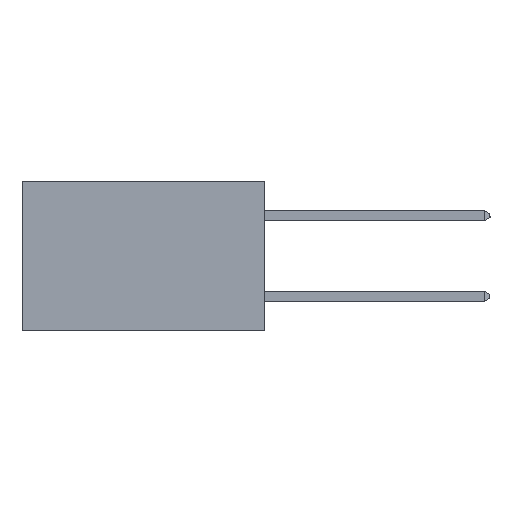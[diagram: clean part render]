
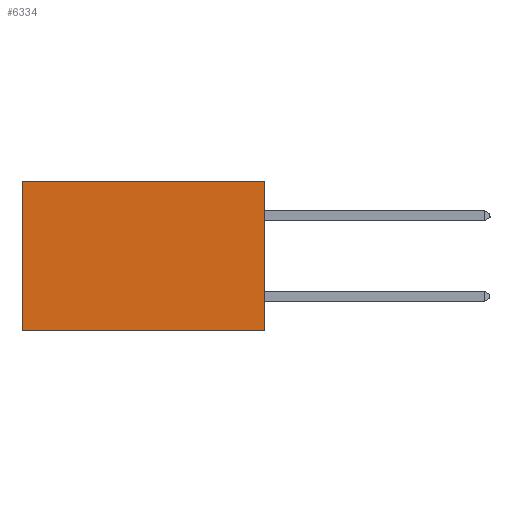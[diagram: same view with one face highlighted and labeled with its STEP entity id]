
A CAD part, left-side view. The second image highlights one B-rep face of the part: STEP entity #6334.
In plain terms, the highlighted planar face has unit normal (-1, 0, 0).
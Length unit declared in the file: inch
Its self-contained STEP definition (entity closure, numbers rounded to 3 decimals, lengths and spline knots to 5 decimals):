
#2812 = DIRECTION ( 'NONE',  ( 0., 1., 0. ) ) ;
#2959 = EDGE_CURVE ( 'NONE', #18563, #20239, #7154, .T. ) ;
#2993 = DIRECTION ( 'NONE',  ( 0., 0., -1. ) ) ;
#3061 = ORIENTED_EDGE ( 'NONE', *, *, #2959, .T. ) ;
#3679 = CARTESIAN_POINT ( 'NONE',  ( 0.298, 0., 0. ) ) ;
#5693 = CARTESIAN_POINT ( 'NONE',  ( 0.298, 0., 0. ) ) ;
#5881 = CARTESIAN_POINT ( 'NONE',  ( 0.298, 0.6, 0. ) ) ;
#5884 = CARTESIAN_POINT ( 'NONE',  ( 0.298, 0., 0. ) ) ;
#6334 = ADVANCED_FACE ( 'NONE', ( #19033 ), #10033, .F. ) ;
#7124 = DIRECTION ( 'NONE',  ( 1., 0., 0. ) ) ;
#7154 = LINE ( 'NONE', #5884, #10873 ) ;
#7245 = DIRECTION ( 'NONE',  ( 0., 0., -1. ) ) ;
#7667 = CARTESIAN_POINT ( 'NONE',  ( 0.298, 0., -0.37 ) ) ;
#8809 = VERTEX_POINT ( 'NONE', #19221 ) ;
#8870 = LINE ( 'NONE', #12551, #12090 ) ;
#10033 = PLANE ( 'NONE',  #10066 ) ;
#10066 = AXIS2_PLACEMENT_3D ( 'NONE', #5693, #7124, #7245 ) ;
#10873 = VECTOR ( 'NONE', #19888, 39.37008 ) ;
#11341 = CARTESIAN_POINT ( 'NONE',  ( 0.298, 0., -0.37 ) ) ;
#12090 = VECTOR ( 'NONE', #2993, 39.37008 ) ;
#12117 = VECTOR ( 'NONE', #13864, 39.37008 ) ;
#12551 = CARTESIAN_POINT ( 'NONE',  ( 0.298, 0., 0. ) ) ;
#13440 = ORIENTED_EDGE ( 'NONE', *, *, #19645, .F. ) ;
#13864 = DIRECTION ( 'NONE',  ( 0., 0., -1. ) ) ;
#14227 = EDGE_CURVE ( 'NONE', #20239, #8809, #20596, .T. ) ;
#14303 = EDGE_CURVE ( 'NONE', #14511, #8809, #19639, .T. ) ;
#14511 = VERTEX_POINT ( 'NONE', #11341 ) ;
#15593 = ORIENTED_EDGE ( 'NONE', *, *, #14227, .T. ) ;
#17217 = EDGE_LOOP ( 'NONE', ( #15593, #20562, #13440, #3061 ) ) ;
#18563 = VERTEX_POINT ( 'NONE', #3679 ) ;
#18624 = CARTESIAN_POINT ( 'NONE',  ( 0.298, 0.6, 0. ) ) ;
#19033 = FACE_OUTER_BOUND ( 'NONE', #17217, .T. ) ;
#19119 = VECTOR ( 'NONE', #2812, 39.37008 ) ;
#19221 = CARTESIAN_POINT ( 'NONE',  ( 0.298, 0.6, -0.37 ) ) ;
#19639 = LINE ( 'NONE', #7667, #19119 ) ;
#19645 = EDGE_CURVE ( 'NONE', #18563, #14511, #8870, .T. ) ;
#19888 = DIRECTION ( 'NONE',  ( 0., 1., 0. ) ) ;
#20239 = VERTEX_POINT ( 'NONE', #5881 ) ;
#20562 = ORIENTED_EDGE ( 'NONE', *, *, #14303, .F. ) ;
#20596 = LINE ( 'NONE', #18624, #12117 ) ;
